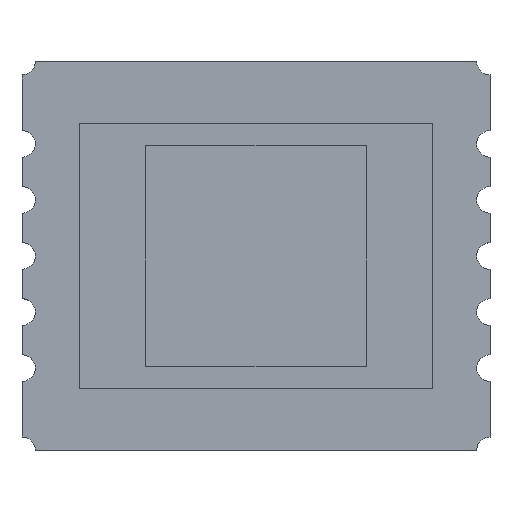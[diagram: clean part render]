
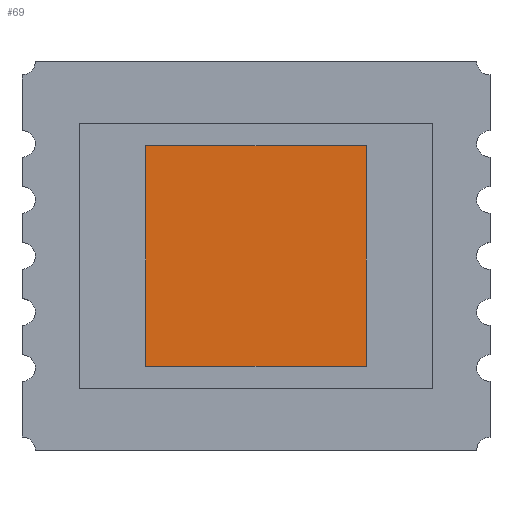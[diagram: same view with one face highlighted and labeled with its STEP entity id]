
A CAD part, top view. The second image highlights one B-rep face of the part: STEP entity #69.
In plain terms, the highlighted planar face has unit normal (0, 0, 1).
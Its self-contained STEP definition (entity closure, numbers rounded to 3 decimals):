
#69=ADVANCED_FACE('',(#120),#857,.T.);
#120=FACE_OUTER_BOUND('',#172,.T.);
#172=EDGE_LOOP('',(#445,#446,#447,#448));
#445=ORIENTED_EDGE('',*,*,#577,.T.);
#446=ORIENTED_EDGE('',*,*,#581,.T.);
#447=ORIENTED_EDGE('',*,*,#584,.T.);
#448=ORIENTED_EDGE('',*,*,#586,.T.);
#577=EDGE_CURVE('',#812,#811,#715,.T.);
#581=EDGE_CURVE('',#811,#814,#719,.T.);
#584=EDGE_CURVE('',#814,#816,#722,.T.);
#586=EDGE_CURVE('',#816,#812,#724,.T.);
#715=B_SPLINE_CURVE_WITH_KNOTS('',1,(#1763,#1764),.UNSPECIFIED.,.F.,.F.,
(2,2),(0.,5.),.UNSPECIFIED.);
#719=B_SPLINE_CURVE_WITH_KNOTS('',1,(#1771,#1772),.UNSPECIFIED.,.F.,.F.,
(2,2),(5.,10.),.UNSPECIFIED.);
#722=B_SPLINE_CURVE_WITH_KNOTS('',1,(#1777,#1778),.UNSPECIFIED.,.F.,.F.,
(2,2),(10.,15.),.UNSPECIFIED.);
#724=B_SPLINE_CURVE_WITH_KNOTS('',1,(#1781,#1782),.UNSPECIFIED.,.F.,.F.,
(2,2),(15.,20.),.UNSPECIFIED.);
#811=VERTEX_POINT('',#1753);
#812=VERTEX_POINT('',#1754);
#814=VERTEX_POINT('',#1756);
#816=VERTEX_POINT('',#1758);
#857=PLANE('',#894);
#894=AXIS2_PLACEMENT_3D('',#1750,#914,$);
#914=DIRECTION('',(0.,0.,1.));
#1750=CARTESIAN_POINT('',(-2.5,-2.5,0.4));
#1753=CARTESIAN_POINT('',(2.5,-2.5,0.4));
#1754=CARTESIAN_POINT('',(-2.5,-2.5,0.4));
#1756=CARTESIAN_POINT('',(2.5,2.5,0.4));
#1758=CARTESIAN_POINT('',(-2.5,2.5,0.4));
#1763=CARTESIAN_POINT('',(-2.5,-2.5,0.4));
#1764=CARTESIAN_POINT('',(2.5,-2.5,0.4));
#1771=CARTESIAN_POINT('',(2.5,-2.5,0.4));
#1772=CARTESIAN_POINT('',(2.5,2.5,0.4));
#1777=CARTESIAN_POINT('',(2.5,2.5,0.4));
#1778=CARTESIAN_POINT('',(-2.5,2.5,0.4));
#1781=CARTESIAN_POINT('',(-2.5,2.5,0.4));
#1782=CARTESIAN_POINT('',(-2.5,-2.5,0.4));
